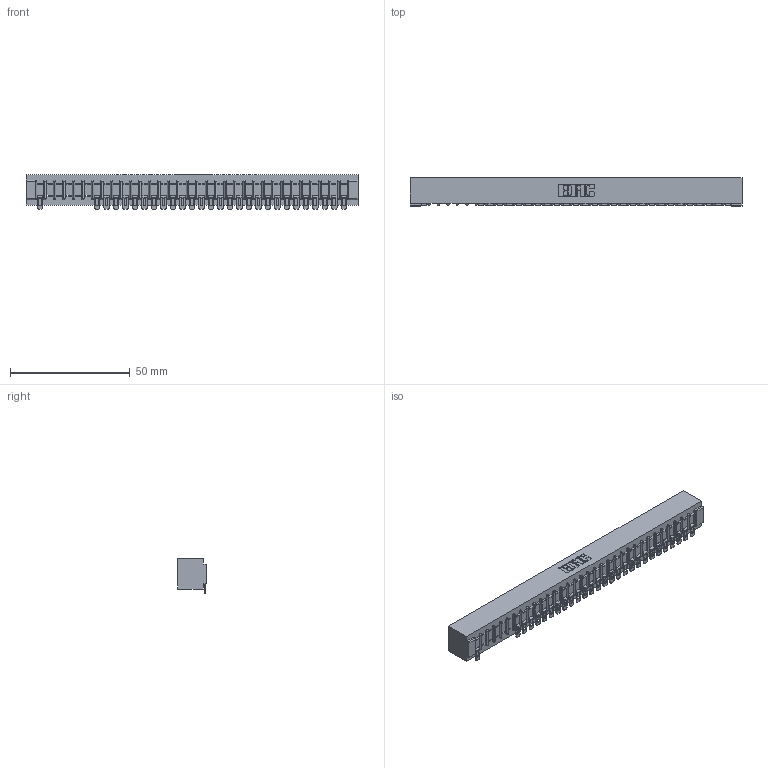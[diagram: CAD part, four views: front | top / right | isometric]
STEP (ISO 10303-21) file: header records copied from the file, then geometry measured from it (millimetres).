
FILE_DESCRIPTION (( 'STEP AP203' ), '1' );
FILE_NAME ('357-033-554-101.STEP', '2018-08-10T01:37:20', ( '' ), ( '' ), 'SwSTEP 2.0', 'SolidWorks 2016', '' );
FILE_SCHEMA (( 'CONFIG_CONTROL_DESIGN' ));
Length unit declared in the file: inch
Products named in the file (3): 307 Part_No Mounting Lugs; 307-290-002_554; 357-033-554-101
Assembly tree (29 placements, depth 2):
  357-033-554-101
    307 Part_No Mounting Lugs
    307-290-002_554  x28
Bounding box: 138.63 x 12.01 x 14.52 mm (x, y, z)
Volume: 15191.6 mm3; surface area: 18434.9 mm2
Topology: 29 solids, 29 shells, 2512 faces, 7703 edges, 5042 vertices
Faces by surface type: plane 1414, cylinder 1030, sphere 68
Entity records: 29927 total; most frequent: CARTESIAN_POINT 5069, ORIENTED_EDGE 5064, DIRECTION 4928, EDGE_CURVE 2532, VECTOR 1930, LINE 1930, VERTEX_POINT 1640, AXIS2_PLACEMENT_3D 1499
